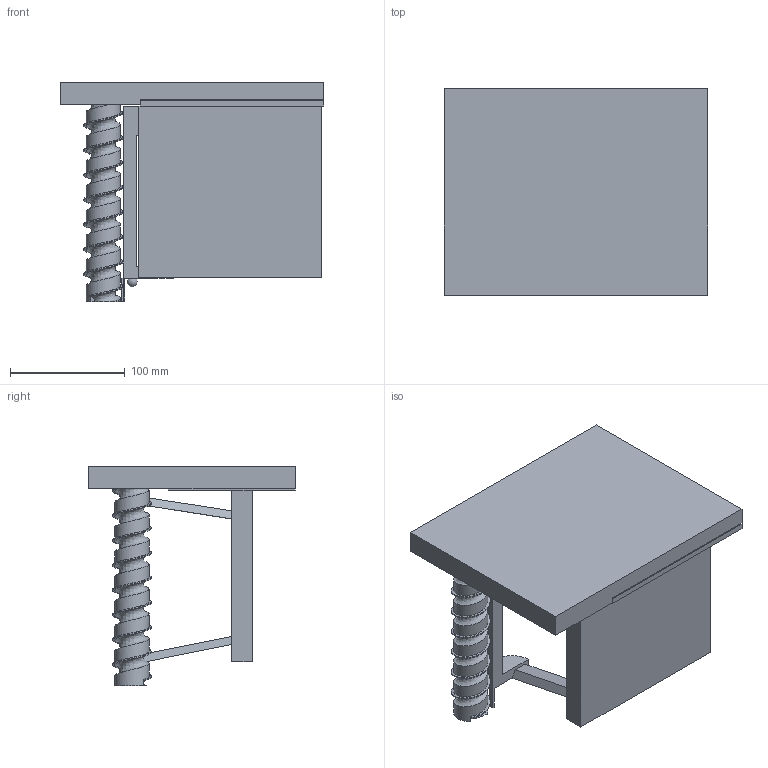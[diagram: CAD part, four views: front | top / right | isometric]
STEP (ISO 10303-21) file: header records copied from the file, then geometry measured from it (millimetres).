
FILE_DESCRIPTION( ( '' ), ' ' );
FILE_NAME( '5addf16196309a0f9871688a.step', '2018-04-23T14:44:50', ( '' ), ( '' ), ' ', ' ', ' ' );
FILE_SCHEMA( ( 'AUTOMOTIVE_DESIGN { 1 0 10303 214 1 1 1 1 }' ) );
Length unit declared in the file: metre
Products named in the file (11): Assem1; Part 1; Part 4; Part 5; Part 6; Part 7; Part 12; Part 13; Part 10
Assembly tree (10 placements, depth 2):
  Assem1
    Part 1
    Part 1
    Part 1
    Part 4
    Part 5
    Part 6
    Part 7
    Part 12
    Part 13
    Part 10
Bounding box: 230 x 180 x 192 mm (x, y, z)
Volume: 1172983.9 mm3; surface area: 287535.3 mm2
Topology: 10 solids, 10 shells, 155 faces, 361 edges, 234 vertices
Faces by surface type: plane 122, cylinder 21, extrusion 5, torus 3, bspline 3, sphere 1
Full cylindrical faces by diameter (mm): 3.729 x1, 5 x8, 12 x1, 44 x1, 45 x1
Entity records: 8594 total; most frequent: CARTESIAN_POINT 3769, ORIENTED_EDGE 680, DIRECTION 675, EDGE_CURVE 340, VECTOR 261, LINE 256, VERTEX_POINT 230, AXIS2_PLACEMENT_3D 207
